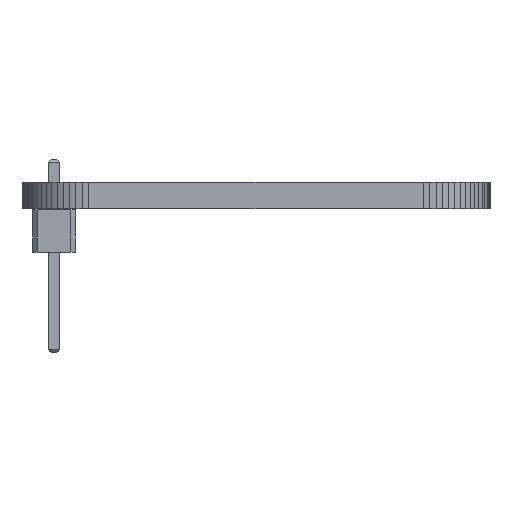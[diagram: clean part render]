
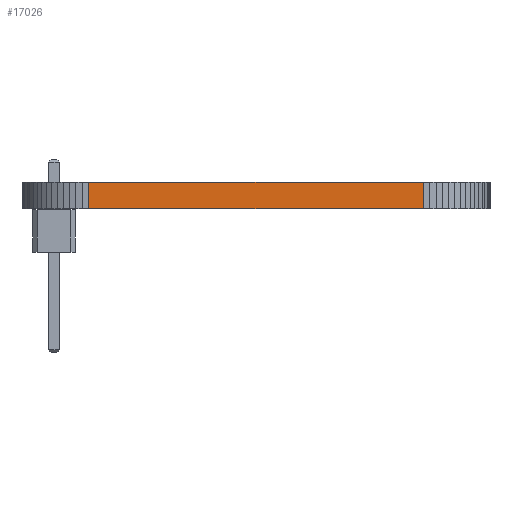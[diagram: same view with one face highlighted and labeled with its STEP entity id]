
A CAD part, front view. The second image highlights one B-rep face of the part: STEP entity #17026.
In plain terms, the highlighted planar face has unit normal (0, -1, 0).
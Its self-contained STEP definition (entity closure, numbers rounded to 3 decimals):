
#9574 = PLANE('',#9575);
#9575 = AXIS2_PLACEMENT_3D('',#9576,#9577,#9578);
#9576 = CARTESIAN_POINT('',(0.,0.,1.6)
  );
#9577 = DIRECTION('',(-0.,-0.,-1.));
#9578 = DIRECTION('',(-1.,0.,0.));
#9628 = PLANE('',#9629);
#9629 = AXIS2_PLACEMENT_3D('',#9630,#9631,#9632);
#9630 = CARTESIAN_POINT('',(0.,0.,0.)
  );
#9631 = DIRECTION('',(-0.,-0.,-1.));
#9632 = DIRECTION('',(-1.,0.,0.));
#10605 = VERTEX_POINT('',#10606);
#10606 = CARTESIAN_POINT('',(10.,-52.,0.));
#10620 = PLANE('',#10621);
#10621 = AXIS2_PLACEMENT_3D('',#10622,#10623,#10624);
#10622 = CARTESIAN_POINT('',(10.392,-51.981,0.));
#10623 = DIRECTION('',(0.049,-0.999,0.));
#10624 = DIRECTION('',(-0.999,-0.049,0.));
#10632 = EDGE_CURVE('',#10605,#10633,#10635,.T.);
#10633 = VERTEX_POINT('',#10634);
#10634 = CARTESIAN_POINT('',(-10.,-52.,0.));
#10635 = SURFACE_CURVE('',#10636,(#10640,#10647),.PCURVE_S1.);
#10636 = LINE('',#10637,#10638);
#10637 = CARTESIAN_POINT('',(10.,-52.,0.));
#10638 = VECTOR('',#10639,1.);
#10639 = DIRECTION('',(-1.,0.,0.));
#10640 = PCURVE('',#9628,#10641);
#10641 = DEFINITIONAL_REPRESENTATION('',(#10642),#10646);
#10642 = LINE('',#10643,#10644);
#10643 = CARTESIAN_POINT('',(-10.,-52.));
#10644 = VECTOR('',#10645,1.);
#10645 = DIRECTION('',(1.,0.));
#10646 = ( GEOMETRIC_REPRESENTATION_CONTEXT(2) 
PARAMETRIC_REPRESENTATION_CONTEXT() REPRESENTATION_CONTEXT('2D SPACE',''
  ) );
#10647 = PCURVE('',#10648,#10653);
#10648 = PLANE('',#10649);
#10649 = AXIS2_PLACEMENT_3D('',#10650,#10651,#10652);
#10650 = CARTESIAN_POINT('',(10.,-52.,0.));
#10651 = DIRECTION('',(0.,-1.,0.));
#10652 = DIRECTION('',(-1.,0.,0.));
#10653 = DEFINITIONAL_REPRESENTATION('',(#10654),#10658);
#10654 = LINE('',#10655,#10656);
#10655 = CARTESIAN_POINT('',(0.,-0.));
#10656 = VECTOR('',#10657,1.);
#10657 = DIRECTION('',(1.,0.));
#10658 = ( GEOMETRIC_REPRESENTATION_CONTEXT(2) 
PARAMETRIC_REPRESENTATION_CONTEXT() REPRESENTATION_CONTEXT('2D SPACE',''
  ) );
#10676 = PLANE('',#10677);
#10677 = AXIS2_PLACEMENT_3D('',#10678,#10679,#10680);
#10678 = CARTESIAN_POINT('',(-10.,-52.,0.));
#10679 = DIRECTION('',(-0.049,-0.999,0.));
#10680 = DIRECTION('',(-0.999,0.049,0.));
#13504 = VERTEX_POINT('',#13505);
#13505 = CARTESIAN_POINT('',(10.,-52.,1.6));
#13526 = EDGE_CURVE('',#13504,#13527,#13529,.T.);
#13527 = VERTEX_POINT('',#13528);
#13528 = CARTESIAN_POINT('',(-10.,-52.,1.6));
#13529 = SURFACE_CURVE('',#13530,(#13534,#13541),.PCURVE_S1.);
#13530 = LINE('',#13531,#13532);
#13531 = CARTESIAN_POINT('',(10.,-52.,1.6));
#13532 = VECTOR('',#13533,1.);
#13533 = DIRECTION('',(-1.,0.,0.));
#13534 = PCURVE('',#9574,#13535);
#13535 = DEFINITIONAL_REPRESENTATION('',(#13536),#13540);
#13536 = LINE('',#13537,#13538);
#13537 = CARTESIAN_POINT('',(-10.,-52.));
#13538 = VECTOR('',#13539,1.);
#13539 = DIRECTION('',(1.,0.));
#13540 = ( GEOMETRIC_REPRESENTATION_CONTEXT(2) 
PARAMETRIC_REPRESENTATION_CONTEXT() REPRESENTATION_CONTEXT('2D SPACE',''
  ) );
#13541 = PCURVE('',#10648,#13542);
#13542 = DEFINITIONAL_REPRESENTATION('',(#13543),#13547);
#13543 = LINE('',#13544,#13545);
#13544 = CARTESIAN_POINT('',(0.,-1.6));
#13545 = VECTOR('',#13546,1.);
#13546 = DIRECTION('',(1.,0.));
#13547 = ( GEOMETRIC_REPRESENTATION_CONTEXT(2) 
PARAMETRIC_REPRESENTATION_CONTEXT() REPRESENTATION_CONTEXT('2D SPACE',''
  ) );
#16978 = EDGE_CURVE('',#10605,#13504,#16979,.T.);
#16979 = SURFACE_CURVE('',#16980,(#16984,#16991),.PCURVE_S1.);
#16980 = LINE('',#16981,#16982);
#16981 = CARTESIAN_POINT('',(10.,-52.,0.));
#16982 = VECTOR('',#16983,1.);
#16983 = DIRECTION('',(0.,0.,1.));
#16984 = PCURVE('',#10620,#16985);
#16985 = DEFINITIONAL_REPRESENTATION('',(#16986),#16990);
#16986 = LINE('',#16987,#16988);
#16987 = CARTESIAN_POINT('',(0.393,0.));
#16988 = VECTOR('',#16989,1.);
#16989 = DIRECTION('',(0.,-1.));
#16990 = ( GEOMETRIC_REPRESENTATION_CONTEXT(2) 
PARAMETRIC_REPRESENTATION_CONTEXT() REPRESENTATION_CONTEXT('2D SPACE',''
  ) );
#16991 = PCURVE('',#10648,#16992);
#16992 = DEFINITIONAL_REPRESENTATION('',(#16993),#16997);
#16993 = LINE('',#16994,#16995);
#16994 = CARTESIAN_POINT('',(0.,-0.));
#16995 = VECTOR('',#16996,1.);
#16996 = DIRECTION('',(0.,-1.));
#16997 = ( GEOMETRIC_REPRESENTATION_CONTEXT(2) 
PARAMETRIC_REPRESENTATION_CONTEXT() REPRESENTATION_CONTEXT('2D SPACE',''
  ) );
#17026 = ADVANCED_FACE('',(#17027),#10648,.T.);
#17027 = FACE_BOUND('',#17028,.T.);
#17028 = EDGE_LOOP('',(#17029,#17030,#17031,#17052));
#17029 = ORIENTED_EDGE('',*,*,#16978,.T.);
#17030 = ORIENTED_EDGE('',*,*,#13526,.T.);
#17031 = ORIENTED_EDGE('',*,*,#17032,.F.);
#17032 = EDGE_CURVE('',#10633,#13527,#17033,.T.);
#17033 = SURFACE_CURVE('',#17034,(#17038,#17045),.PCURVE_S1.);
#17034 = LINE('',#17035,#17036);
#17035 = CARTESIAN_POINT('',(-10.,-52.,0.));
#17036 = VECTOR('',#17037,1.);
#17037 = DIRECTION('',(0.,0.,1.));
#17038 = PCURVE('',#10648,#17039);
#17039 = DEFINITIONAL_REPRESENTATION('',(#17040),#17044);
#17040 = LINE('',#17041,#17042);
#17041 = CARTESIAN_POINT('',(20.,0.));
#17042 = VECTOR('',#17043,1.);
#17043 = DIRECTION('',(0.,-1.));
#17044 = ( GEOMETRIC_REPRESENTATION_CONTEXT(2) 
PARAMETRIC_REPRESENTATION_CONTEXT() REPRESENTATION_CONTEXT('2D SPACE',''
  ) );
#17045 = PCURVE('',#10676,#17046);
#17046 = DEFINITIONAL_REPRESENTATION('',(#17047),#17051);
#17047 = LINE('',#17048,#17049);
#17048 = CARTESIAN_POINT('',(0.,0.));
#17049 = VECTOR('',#17050,1.);
#17050 = DIRECTION('',(0.,-1.));
#17051 = ( GEOMETRIC_REPRESENTATION_CONTEXT(2) 
PARAMETRIC_REPRESENTATION_CONTEXT() REPRESENTATION_CONTEXT('2D SPACE',''
  ) );
#17052 = ORIENTED_EDGE('',*,*,#10632,.F.);
